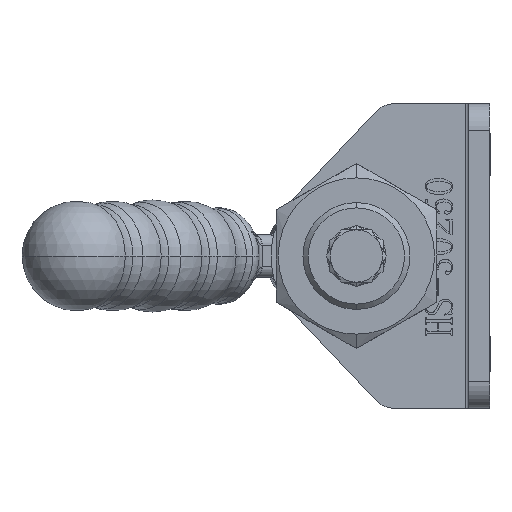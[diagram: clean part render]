
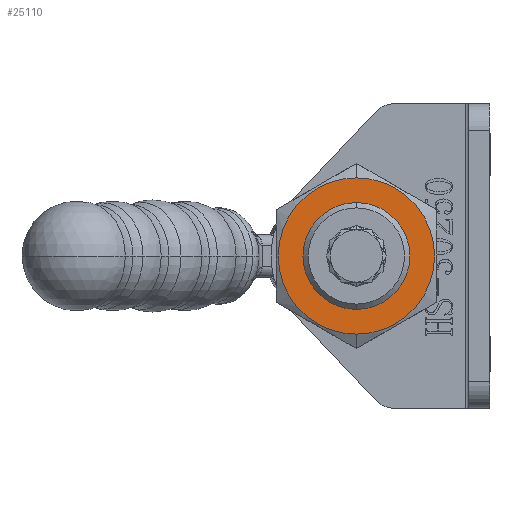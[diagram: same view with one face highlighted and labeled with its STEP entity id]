
A CAD part, left-side view. The second image highlights one B-rep face of the part: STEP entity #25110.
In plain terms, the highlighted face is planar.
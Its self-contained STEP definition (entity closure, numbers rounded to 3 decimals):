
#398 = CARTESIAN_POINT ( 'NONE',  ( 9.647, 0., 0. ) ) ;
#448 = CARTESIAN_POINT ( 'NONE',  ( -14.625, 0., 0. ) ) ;
#521 = CARTESIAN_POINT ( 'NONE',  ( 14.625, 0., 0. ) ) ;
#556 = CARTESIAN_POINT ( 'NONE',  ( -9.647, 0., 0. ) ) ;
#1540 = DIRECTION ( 'NONE',  ( -1., 0., 0. ) ) ;
#1541 = DIRECTION ( 'NONE',  ( 0., 0., -1. ) ) ;
#1542 = CARTESIAN_POINT ( 'NONE',  ( 0., 0., 0. ) ) ;
#3624 = EDGE_LOOP ( 'NONE', ( #20705, #20697 ) ) ;
#3646 = EDGE_LOOP ( 'NONE', ( #20699, #20684 ) ) ;
#3773 = CIRCLE ( 'NONE', #30597, 9.647 ) ;
#3916 = CIRCLE ( 'NONE', #30645, 14.625 ) ;
#4051 = CIRCLE ( 'NONE', #30718, 14.625 ) ;
#4326 = FACE_BOUND ( 'NONE', #3624, .T. ) ;
#4329 = FACE_OUTER_BOUND ( 'NONE', #3646, .T. ) ;
#4822 = AXIS2_PLACEMENT_3D ( 'NONE', #18982, #18983, #18984 ) ;
#13582 = CIRCLE ( 'NONE', #4822, 9.647 ) ;
#14328 = EDGE_CURVE ( 'NONE', #16681, #16517, #3773, .T. ) ;
#14516 = EDGE_CURVE ( 'NONE', #16631, #16558, #3916, .T. ) ;
#14767 = EDGE_CURVE ( 'NONE', #16558, #16631, #4051, .T. ) ;
#16517 = VERTEX_POINT ( 'NONE', #556 ) ;
#16558 = VERTEX_POINT ( 'NONE', #521 ) ;
#16631 = VERTEX_POINT ( 'NONE', #448 ) ;
#16681 = VERTEX_POINT ( 'NONE', #398 ) ;
#17868 = DIRECTION ( 'NONE',  ( -1., 0., 0. ) ) ;
#17903 = DIRECTION ( 'NONE',  ( 0., 0., -1. ) ) ;
#17905 = CARTESIAN_POINT ( 'NONE',  ( 0., 0., 0. ) ) ;
#18982 = CARTESIAN_POINT ( 'NONE',  ( 0., 0., 0. ) ) ;
#18983 = DIRECTION ( 'NONE',  ( 0., 0., -1. ) ) ;
#18984 = DIRECTION ( 'NONE',  ( 1., 0., 0. ) ) ;
#20684 = ORIENTED_EDGE ( 'NONE', *, *, #14767, .F. ) ;
#20697 = ORIENTED_EDGE ( 'NONE', *, *, #27236, .T. ) ;
#20699 = ORIENTED_EDGE ( 'NONE', *, *, #14516, .F. ) ;
#20705 = ORIENTED_EDGE ( 'NONE', *, *, #14328, .T. ) ;
#22472 = DIRECTION ( 'NONE',  ( 0., 0., 1. ) ) ;
#22488 = DIRECTION ( 'NONE',  ( 1., 0., 0. ) ) ;
#22528 = CARTESIAN_POINT ( 'NONE',  ( 8.66, -15., 0. ) ) ;
#22563 = PLANE ( 'NONE',  #30821 ) ;
#25110 = ADVANCED_FACE ( 'NONE', ( #4326, #4329 ), #22563, .T. ) ;
#25275 = DIRECTION ( 'NONE',  ( 1., 0., 0. ) ) ;
#25278 = DIRECTION ( 'NONE',  ( 0., 0., -1. ) ) ;
#25279 = CARTESIAN_POINT ( 'NONE',  ( 0., 0., 0. ) ) ;
#27236 = EDGE_CURVE ( 'NONE', #16517, #16681, #13582, .T. ) ;
#30597 = AXIS2_PLACEMENT_3D ( 'NONE', #25279, #25278, #25275 ) ;
#30645 = AXIS2_PLACEMENT_3D ( 'NONE', #17905, #17903, #17868 ) ;
#30718 = AXIS2_PLACEMENT_3D ( 'NONE', #1542, #1541, #1540 ) ;
#30821 = AXIS2_PLACEMENT_3D ( 'NONE', #22528, #22472, #22488 ) ;
